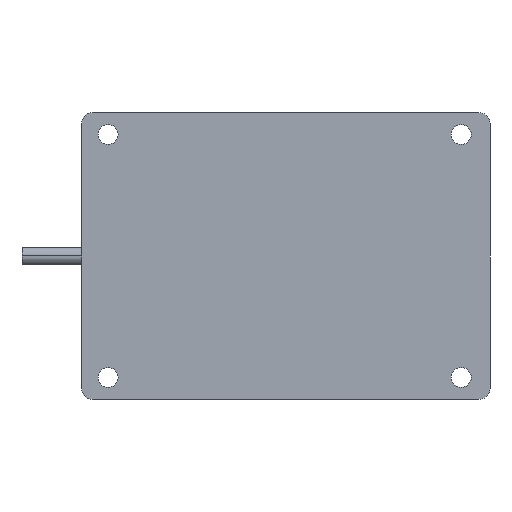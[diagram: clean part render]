
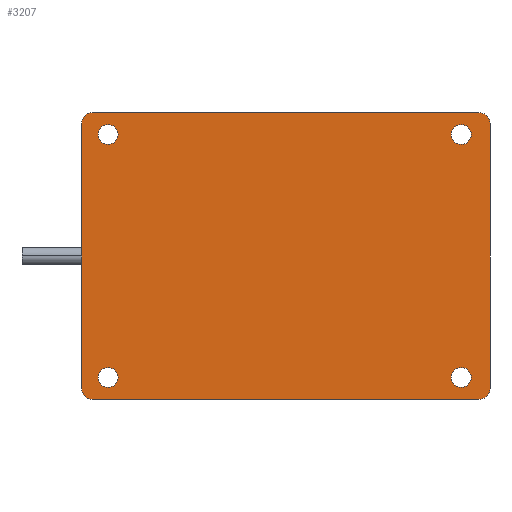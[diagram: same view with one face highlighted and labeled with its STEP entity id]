
A CAD part, front view. The second image highlights one B-rep face of the part: STEP entity #3207.
In plain terms, the highlighted face is planar.
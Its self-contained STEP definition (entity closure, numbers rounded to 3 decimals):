
#32 = CIRCLE ( 'NONE', #9502, 4.5 ) ;
#272 = DIRECTION ( 'NONE',  ( 1., 0., 0. ) ) ;
#425 = CARTESIAN_POINT ( 'NONE',  ( -92.5, -65., 51. ) ) ;
#803 = VERTEX_POINT ( 'NONE', #13105 ) ;
#930 = VERTEX_POINT ( 'NONE', #14124 ) ;
#1185 = DIRECTION ( 'NONE',  ( -1., 0., 0. ) ) ;
#1187 = CARTESIAN_POINT ( 'NONE',  ( 0., 0., 51. ) ) ;
#1310 = FACE_BOUND ( 'NONE', #6341, .T. ) ;
#1478 = CARTESIAN_POINT ( 'NONE',  ( 92.5, 65., 51. ) ) ;
#1537 = CARTESIAN_POINT ( 'NONE',  ( 75., 55., 51. ) ) ;
#1546 = DIRECTION ( 'NONE',  ( 0., 0., 1. ) ) ;
#2046 = CIRCLE ( 'NONE', #14088, 5. ) ;
#2148 = CIRCLE ( 'NONE', #10401, 5. ) ;
#2174 = DIRECTION ( 'NONE',  ( 0., 0., 1. ) ) ;
#2323 = ORIENTED_EDGE ( 'NONE', *, *, #21883, .T. ) ;
#2392 = ORIENTED_EDGE ( 'NONE', *, *, #19516, .T. ) ;
#2395 = CARTESIAN_POINT ( 'NONE',  ( -87.5, -60., 51. ) ) ;
#2835 = CARTESIAN_POINT ( 'NONE',  ( -85., 55., 51. ) ) ;
#3041 = DIRECTION ( 'NONE',  ( 0., 0., 1. ) ) ;
#3207 = ADVANCED_FACE ( 'NONE', ( #1310, #15844, #21093, #5105, #12659 ), #8536, .T. ) ;
#3427 = AXIS2_PLACEMENT_3D ( 'NONE', #21582, #19732, #5007 ) ;
#3484 = VERTEX_POINT ( 'NONE', #8982 ) ;
#3674 = VERTEX_POINT ( 'NONE', #13429 ) ;
#3739 = ORIENTED_EDGE ( 'NONE', *, *, #23312, .F. ) ;
#4642 = CARTESIAN_POINT ( 'NONE',  ( -87.5, 65., 51. ) ) ;
#4821 = ORIENTED_EDGE ( 'NONE', *, *, #16868, .T. ) ;
#4868 = EDGE_CURVE ( 'NONE', #22859, #803, #22730, .T. ) ;
#5007 = DIRECTION ( 'NONE',  ( 1., 0., 0. ) ) ;
#5105 = FACE_BOUND ( 'NONE', #17687, .T. ) ;
#5230 = VERTEX_POINT ( 'NONE', #11919 ) ;
#5269 = VERTEX_POINT ( 'NONE', #2835 ) ;
#5633 = VERTEX_POINT ( 'NONE', #22440 ) ;
#5695 = VERTEX_POINT ( 'NONE', #13438 ) ;
#5954 = CIRCLE ( 'NONE', #14517, 4.5 ) ;
#6053 = CARTESIAN_POINT ( 'NONE',  ( -92.5, 60., 51. ) ) ;
#6341 = EDGE_LOOP ( 'NONE', ( #12927, #14895 ) ) ;
#7051 = VERTEX_POINT ( 'NONE', #4642 ) ;
#7300 = ORIENTED_EDGE ( 'NONE', *, *, #15646, .F. ) ;
#7322 = CIRCLE ( 'NONE', #3427, 5. ) ;
#8006 = DIRECTION ( 'NONE',  ( 1., 0., 0. ) ) ;
#8017 = VECTOR ( 'NONE', #15873, 1000. ) ;
#8052 = DIRECTION ( 'NONE',  ( 0., 0., 1. ) ) ;
#8204 = DIRECTION ( 'NONE',  ( 0., 0., 1. ) ) ;
#8456 = VECTOR ( 'NONE', #16754, 1000. ) ;
#8465 = CARTESIAN_POINT ( 'NONE',  ( -92.5, -60., 51. ) ) ;
#8536 = PLANE ( 'NONE',  #19899 ) ;
#8560 = DIRECTION ( 'NONE',  ( -1., 0., 0. ) ) ;
#8643 = CIRCLE ( 'NONE', #20931, 4.5 ) ;
#8717 = AXIS2_PLACEMENT_3D ( 'NONE', #18590, #17360, #19200 ) ;
#8864 = EDGE_CURVE ( 'NONE', #803, #22859, #11943, .T. ) ;
#8904 = DIRECTION ( 'NONE',  ( 0., 1., 0. ) ) ;
#8982 = CARTESIAN_POINT ( 'NONE',  ( -85., -55., 51. ) ) ;
#9502 = AXIS2_PLACEMENT_3D ( 'NONE', #11467, #18774, #18847 ) ;
#9519 = CARTESIAN_POINT ( 'NONE',  ( 75., -55., 51. ) ) ;
#9680 = LINE ( 'NONE', #17702, #23873 ) ;
#10156 = DIRECTION ( 'NONE',  ( 0., 0., 1. ) ) ;
#10401 = AXIS2_PLACEMENT_3D ( 'NONE', #22342, #14958, #17010 ) ;
#10470 = DIRECTION ( 'NONE',  ( 0., 0., 1. ) ) ;
#10677 = DIRECTION ( 'NONE',  ( 1., 0., 0. ) ) ;
#10784 = VERTEX_POINT ( 'NONE', #23296 ) ;
#10811 = VERTEX_POINT ( 'NONE', #8465 ) ;
#10862 = AXIS2_PLACEMENT_3D ( 'NONE', #12687, #1546, #10677 ) ;
#11467 = CARTESIAN_POINT ( 'NONE',  ( -80.5, 55., 51. ) ) ;
#11559 = ORIENTED_EDGE ( 'NONE', *, *, #17616, .F. ) ;
#11851 = AXIS2_PLACEMENT_3D ( 'NONE', #14422, #10470, #1185 ) ;
#11919 = CARTESIAN_POINT ( 'NONE',  ( 87.5, 65., 51. ) ) ;
#11943 = CIRCLE ( 'NONE', #10862, 4.5 ) ;
#11945 = AXIS2_PLACEMENT_3D ( 'NONE', #19408, #8052, #21027 ) ;
#12018 = LINE ( 'NONE', #1478, #18400 ) ;
#12659 = FACE_BOUND ( 'NONE', #22670, .T. ) ;
#12687 = CARTESIAN_POINT ( 'NONE',  ( 79.5, 55., 51. ) ) ;
#12927 = ORIENTED_EDGE ( 'NONE', *, *, #15557, .F. ) ;
#13105 = CARTESIAN_POINT ( 'NONE',  ( 84., 55., 51. ) ) ;
#13374 = LINE ( 'NONE', #425, #8456 ) ;
#13429 = CARTESIAN_POINT ( 'NONE',  ( 87.5, -65., 51. ) ) ;
#13438 = CARTESIAN_POINT ( 'NONE',  ( 84., -55., 51. ) ) ;
#13501 = VERTEX_POINT ( 'NONE', #9519 ) ;
#14022 = DIRECTION ( 'NONE',  ( 0., -1., 0. ) ) ;
#14088 = AXIS2_PLACEMENT_3D ( 'NONE', #2395, #15361, #8006 ) ;
#14124 = CARTESIAN_POINT ( 'NONE',  ( 92.5, 60., 51. ) ) ;
#14170 = ORIENTED_EDGE ( 'NONE', *, *, #4868, .F. ) ;
#14422 = CARTESIAN_POINT ( 'NONE',  ( 79.5, -55., 51. ) ) ;
#14517 = AXIS2_PLACEMENT_3D ( 'NONE', #15910, #8204, #23138 ) ;
#14727 = EDGE_LOOP ( 'NONE', ( #11559, #15993 ) ) ;
#14895 = ORIENTED_EDGE ( 'NONE', *, *, #20440, .F. ) ;
#14940 = CIRCLE ( 'NONE', #16746, 5. ) ;
#14958 = DIRECTION ( 'NONE',  ( 0., 0., 1. ) ) ;
#15224 = CARTESIAN_POINT ( 'NONE',  ( 87.5, -60., 51. ) ) ;
#15361 = DIRECTION ( 'NONE',  ( 0., 0., 1. ) ) ;
#15458 = EDGE_LOOP ( 'NONE', ( #18035, #2392, #21131, #2323, #4821, #16156, #19498, #17180 ) ) ;
#15557 = EDGE_CURVE ( 'NONE', #3484, #5633, #8643, .T. ) ;
#15646 = EDGE_CURVE ( 'NONE', #5695, #13501, #15895, .T. ) ;
#15844 = FACE_BOUND ( 'NONE', #14727, .T. ) ;
#15873 = DIRECTION ( 'NONE',  ( -1., 0., 0. ) ) ;
#15895 = CIRCLE ( 'NONE', #19708, 4.5 ) ;
#15910 = CARTESIAN_POINT ( 'NONE',  ( -80.5, 55., 51. ) ) ;
#15931 = CARTESIAN_POINT ( 'NONE',  ( 79.5, -55., 51. ) ) ;
#15993 = ORIENTED_EDGE ( 'NONE', *, *, #22989, .F. ) ;
#16088 = DIRECTION ( 'NONE',  ( -1., 0., 0. ) ) ;
#16156 = ORIENTED_EDGE ( 'NONE', *, *, #20022, .T. ) ;
#16746 = AXIS2_PLACEMENT_3D ( 'NONE', #15224, #2174, #272 ) ;
#16754 = DIRECTION ( 'NONE',  ( 1., 0., 0. ) ) ;
#16868 = EDGE_CURVE ( 'NONE', #5230, #7051, #22785, .T. ) ;
#17010 = DIRECTION ( 'NONE',  ( 1., 0., 0. ) ) ;
#17110 = CARTESIAN_POINT ( 'NONE',  ( -76., 55., 51. ) ) ;
#17180 = ORIENTED_EDGE ( 'NONE', *, *, #23997, .T. ) ;
#17360 = DIRECTION ( 'NONE',  ( 0., 0., 1. ) ) ;
#17616 = EDGE_CURVE ( 'NONE', #5269, #19511, #5954, .T. ) ;
#17653 = CARTESIAN_POINT ( 'NONE',  ( -80.5, -55., 51. ) ) ;
#17687 = EDGE_LOOP ( 'NONE', ( #14170, #20236 ) ) ;
#17702 = CARTESIAN_POINT ( 'NONE',  ( -92.5, 65., 51. ) ) ;
#18035 = ORIENTED_EDGE ( 'NONE', *, *, #23938, .T. ) ;
#18355 = EDGE_CURVE ( 'NONE', #10784, #930, #12018, .T. ) ;
#18396 = CARTESIAN_POINT ( 'NONE',  ( -87.5, -65., 51. ) ) ;
#18400 = VECTOR ( 'NONE', #8904, 1000. ) ;
#18590 = CARTESIAN_POINT ( 'NONE',  ( 79.5, 55., 51. ) ) ;
#18774 = DIRECTION ( 'NONE',  ( 0., 0., 1. ) ) ;
#18847 = DIRECTION ( 'NONE',  ( 1., 0., 0. ) ) ;
#19200 = DIRECTION ( 'NONE',  ( 1., 0., 0. ) ) ;
#19408 = CARTESIAN_POINT ( 'NONE',  ( -80.5, -55., 51. ) ) ;
#19498 = ORIENTED_EDGE ( 'NONE', *, *, #20545, .T. ) ;
#19511 = VERTEX_POINT ( 'NONE', #17110 ) ;
#19516 = EDGE_CURVE ( 'NONE', #3674, #10784, #14940, .T. ) ;
#19708 = AXIS2_PLACEMENT_3D ( 'NONE', #15931, #3041, #16088 ) ;
#19732 = DIRECTION ( 'NONE',  ( 0., 0., 1. ) ) ;
#19884 = VERTEX_POINT ( 'NONE', #18396 ) ;
#19899 = AXIS2_PLACEMENT_3D ( 'NONE', #1187, #10156, #23136 ) ;
#20022 = EDGE_CURVE ( 'NONE', #7051, #23966, #2148, .T. ) ;
#20236 = ORIENTED_EDGE ( 'NONE', *, *, #8864, .F. ) ;
#20440 = EDGE_CURVE ( 'NONE', #5633, #3484, #21569, .T. ) ;
#20545 = EDGE_CURVE ( 'NONE', #23966, #10811, #9680, .T. ) ;
#20931 = AXIS2_PLACEMENT_3D ( 'NONE', #17653, #21612, #8560 ) ;
#21027 = DIRECTION ( 'NONE',  ( -1., 0., 0. ) ) ;
#21093 = FACE_OUTER_BOUND ( 'NONE', #15458, .T. ) ;
#21131 = ORIENTED_EDGE ( 'NONE', *, *, #18355, .T. ) ;
#21569 = CIRCLE ( 'NONE', #11945, 4.5 ) ;
#21582 = CARTESIAN_POINT ( 'NONE',  ( 87.5, 60., 51. ) ) ;
#21612 = DIRECTION ( 'NONE',  ( 0., 0., 1. ) ) ;
#21883 = EDGE_CURVE ( 'NONE', #930, #5230, #7322, .T. ) ;
#22342 = CARTESIAN_POINT ( 'NONE',  ( -87.5, 60., 51. ) ) ;
#22440 = CARTESIAN_POINT ( 'NONE',  ( -76., -55., 51. ) ) ;
#22670 = EDGE_LOOP ( 'NONE', ( #3739, #7300 ) ) ;
#22730 = CIRCLE ( 'NONE', #8717, 4.5 ) ;
#22785 = LINE ( 'NONE', #23410, #8017 ) ;
#22859 = VERTEX_POINT ( 'NONE', #1537 ) ;
#22987 = CIRCLE ( 'NONE', #11851, 4.5 ) ;
#22989 = EDGE_CURVE ( 'NONE', #19511, #5269, #32, .T. ) ;
#23136 = DIRECTION ( 'NONE',  ( 1., 0., 0. ) ) ;
#23138 = DIRECTION ( 'NONE',  ( 1., 0., 0. ) ) ;
#23296 = CARTESIAN_POINT ( 'NONE',  ( 92.5, -60., 51. ) ) ;
#23312 = EDGE_CURVE ( 'NONE', #13501, #5695, #22987, .T. ) ;
#23410 = CARTESIAN_POINT ( 'NONE',  ( -92.5, 65., 51. ) ) ;
#23873 = VECTOR ( 'NONE', #14022, 1000. ) ;
#23938 = EDGE_CURVE ( 'NONE', #19884, #3674, #13374, .T. ) ;
#23966 = VERTEX_POINT ( 'NONE', #6053 ) ;
#23997 = EDGE_CURVE ( 'NONE', #10811, #19884, #2046, .T. ) ;
